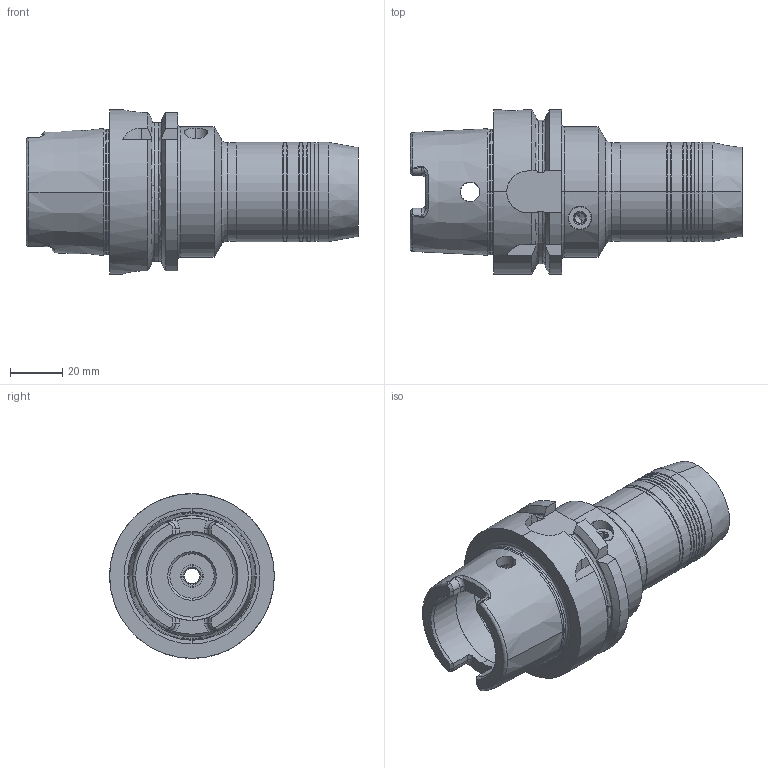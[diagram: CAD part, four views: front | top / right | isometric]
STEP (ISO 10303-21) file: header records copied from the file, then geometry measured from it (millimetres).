
FILE_DESCRIPTION (( 'STEP AP214' ), '1' );
FILE_NAME ('93.05.036.014.STEP', '2017-03-08T14:15:45', ( '' ), ( '' ), 'SwSTEP 2.0', 'SolidWorks 2014', '' );
FILE_SCHEMA (( 'AUTOMOTIVE_DESIGN' ));
Length unit declared in the file: millimetre
Products named in the file (1): 93.05.036.014
Bounding box: 127 x 63 x 63 mm (x, y, z)
Volume: 158951.5 mm3; surface area: 40967.2 mm2
Topology: 3 solids, 4 shells, 347 faces, 795 edges, 465 vertices
Faces by surface type: cylinder 106, plane 103, cone 87, torus 35, bspline 16
Entity records: 14946 total; most frequent: CARTESIAN_POINT 3397, DIRECTION 1638, ORIENTED_EDGE 1578, EDGE_CURVE 789, AXIS2_PLACEMENT_3D 665, VERTEX_POINT 465, EDGE_LOOP 372, UNCERTAINTY_MEASURE_WITH_UNIT 352
